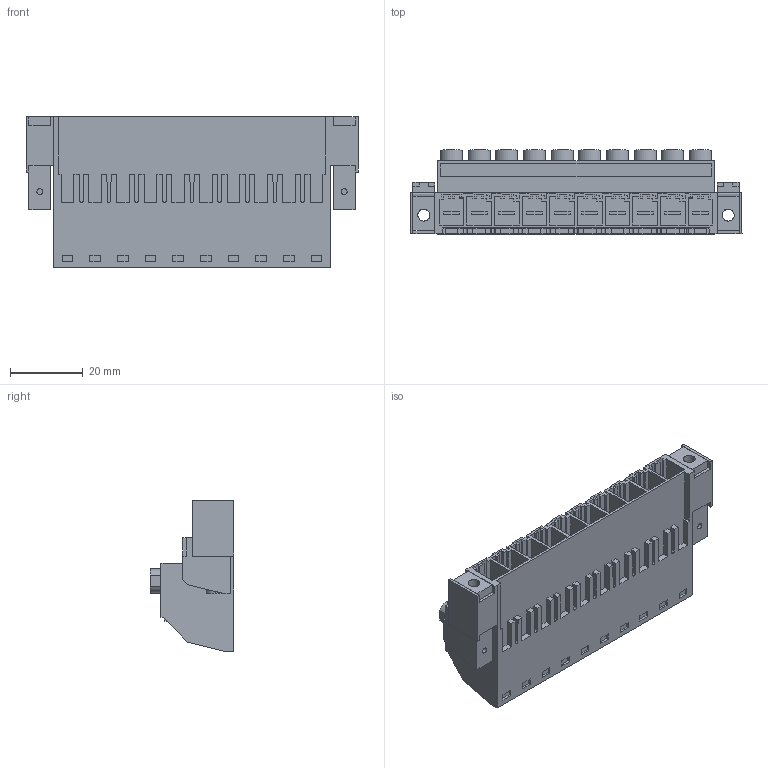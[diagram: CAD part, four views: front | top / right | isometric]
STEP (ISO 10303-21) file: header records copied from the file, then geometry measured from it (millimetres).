
FILE_DESCRIPTION(('CATIA V5 STEP','CAx-IF Rec.Pracs.--- Model Styling and Organization---1.4--- 2014-01-23'),'2;1');
FILE_NAME ('092819-2_0_1931900000_1931900000.stp','2023-08-04T10:54:09+00:00',('none'),('Weidmueller'),'CATIA Version 5-6 Release 2016 SP3 HF44','CATIA V5 STEP AP214','none');
FILE_SCHEMA(('AUTOMOTIVE_DESIGN { 1 0 10303 214 1 1 1 1 }'));
Length unit declared in the file: millimetre
Products named in the file (1): 1931900000
Bounding box: 91.44 x 23.1 x 41.45 mm (x, y, z)
Volume: 35137 mm3; surface area: 27068.1 mm2
Topology: 23 solids, 23 shells, 910 faces, 2479 edges, 1663 vertices
Faces by surface type: plane 819, cylinder 91
Entity records: 27769 total; most frequent: CARTESIAN_POINT 5234, ORIENTED_EDGE 4958, DIRECTION 3653, EDGE_CURVE 2479, VECTOR 2226, LINE 2226, VERTEX_POINT 1663, EDGE_LOOP 974
